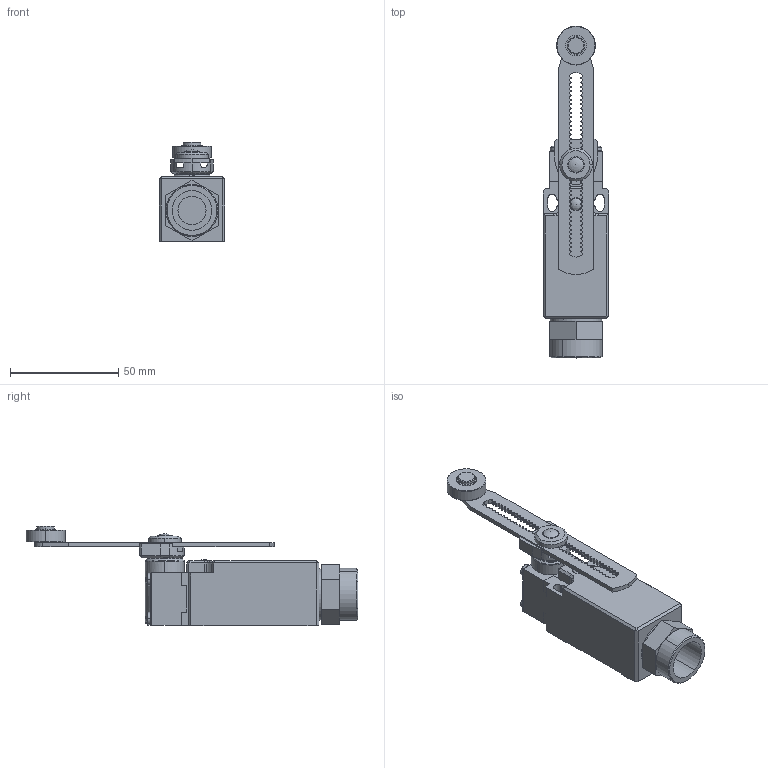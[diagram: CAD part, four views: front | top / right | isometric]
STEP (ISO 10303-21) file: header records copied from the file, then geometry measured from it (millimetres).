
FILE_DESCRIPTION (( 'STEP AP214' ), '1' );
FILE_NAME ('AAP2T5100Z11.step', '2019-09-05T20:58:56', ( '' ), ( '' ), 'SwSTEP 2.0', 'SolidWorks 2018', '' );
FILE_SCHEMA (( 'AUTOMOTIVE_DESIGN' ));
Length unit declared in the file: inch
Products named in the file (1): AAP2T5100Z11
Bounding box: 30.3 x 153 x 46 mm (x, y, z)
Volume: 73628.4 mm3; surface area: 24138.6 mm2
Topology: 7 solids, 7 shells, 836 faces, 2331 edges, 1525 vertices
Faces by surface type: cylinder 447, plane 345, cone 23, torus 11, sphere 10
Entity records: 34373 total; most frequent: DIRECTION 4922, CARTESIAN_POINT 4866, ORIENTED_EDGE 4654, EDGE_CURVE 2327, AXIS2_PLACEMENT_3D 1788, VERTEX_POINT 1523, VECTOR 1346, LINE 1346
